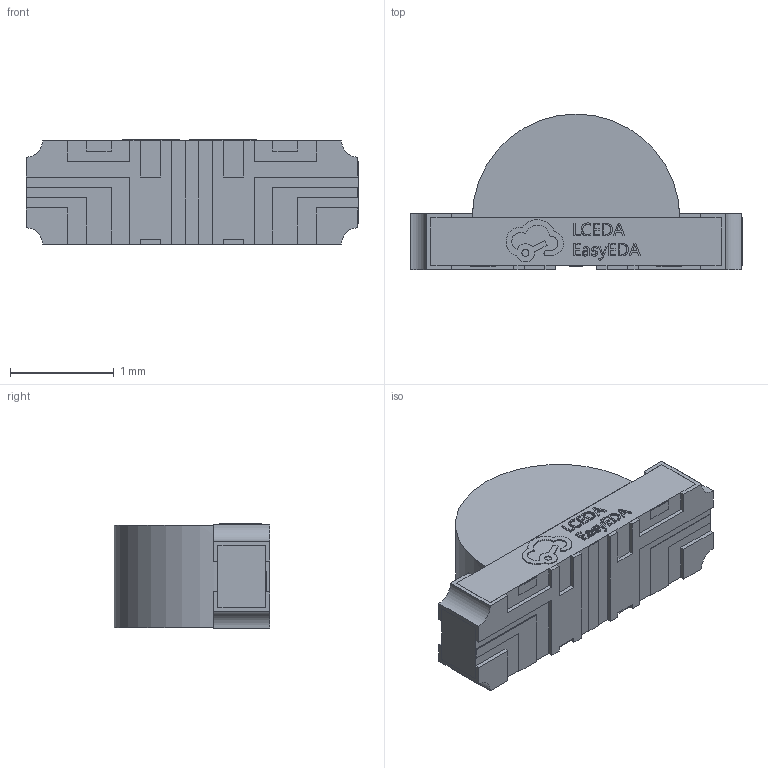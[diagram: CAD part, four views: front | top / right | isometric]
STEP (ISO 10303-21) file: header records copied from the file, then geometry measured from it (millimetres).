
FILE_DESCRIPTION (( 'STEP AP214' ), '1' );
FILE_NAME ('LED-ARRAY-SMD_MHS110FRGBCT.step', '2022-07-08T11:25:53', ( '' ), ( '' ), 'SwSTEP 2.0', 'SolidWorks 2020', '' );
FILE_SCHEMA (( 'AUTOMOTIVE_DESIGN' ));
Length unit declared in the file: millimetre
Products named in the file (1): LED-ARRAY-SMD_MHS110FRGBCT
Bounding box: 3.2 x 1.5 x 1.01 mm (x, y, z)
Volume: 3.1 mm3; surface area: 15.3 mm2
Topology: 1 solids, 1 shells, 440 faces, 1194 edges, 788 vertices
Faces by surface type: plane 311, bspline 112, cylinder 17
Entity records: 19105 total; most frequent: CARTESIAN_POINT 4527, ORIENTED_EDGE 2388, DIRECTION 1666, EDGE_CURVE 1194, VECTOR 924, LINE 924, VERTEX_POINT 788, EDGE_LOOP 472
